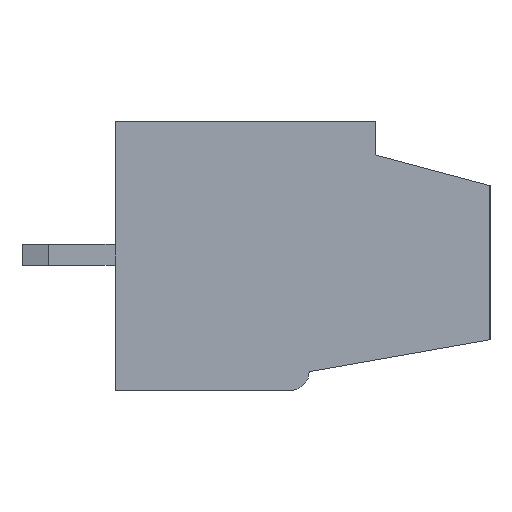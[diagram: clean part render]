
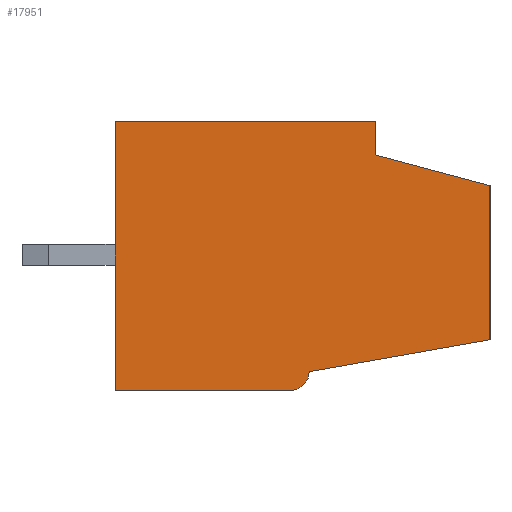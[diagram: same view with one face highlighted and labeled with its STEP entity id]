
A CAD part, left-side view. The second image highlights one B-rep face of the part: STEP entity #17951.
In plain terms, the highlighted planar face has unit normal (-1, 0, 0).
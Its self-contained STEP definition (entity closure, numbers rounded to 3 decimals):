
#379=DIRECTION('',(0.,0.,1.));
#380=VECTOR('',#379,5.799);
#381=CARTESIAN_POINT('',(-38.531,-0.1,-3.101));
#382=LINE('',#381,#380);
#5041=DIRECTION('',(0.,-1.,0.));
#5042=VECTOR('',#5041,6.6);
#5043=CARTESIAN_POINT('',(-38.531,14.,-5.));
#5044=LINE('',#5043,#5042);
#5269=DIRECTION('',(0.,0.,-1.));
#5270=VECTOR('',#5269,10.1);
#5271=CARTESIAN_POINT('',(-38.531,14.,5.1));
#5272=LINE('',#5271,#5270);
#5937=DIRECTION('',(0.,1.,0.));
#5938=VECTOR('',#5937,9.8);
#5939=CARTESIAN_POINT('',(-38.531,4.2,5.1));
#5940=LINE('',#5939,#5938);
#6133=DIRECTION('',(0.,0.985,-0.174));
#6134=VECTOR('',#6133,6.905);
#6135=CARTESIAN_POINT('',(-38.531,-0.1,-3.101));
#6136=LINE('',#6135,#6134);
#6137=CARTESIAN_POINT('',(-38.531,7.4,-4.3));
#6138=DIRECTION('',(1.,0.,0.));
#6139=DIRECTION('',(0.,-1.,0.));
#6140=AXIS2_PLACEMENT_3D('',#6137,#6138,#6139);
#6142=DIRECTION('',(0.,0.,-1.));
#6143=VECTOR('',#6142,1.25);
#6144=CARTESIAN_POINT('',(-38.531,4.2,5.1));
#6145=LINE('',#6144,#6143);
#6146=DIRECTION('',(0.,-0.966,-0.259));
#6147=VECTOR('',#6146,4.452);
#6148=CARTESIAN_POINT('',(-38.531,4.2,3.85));
#6149=LINE('',#6148,#6147);
#10040=CARTESIAN_POINT('',(-38.531,14.,-5.));
#10041=CARTESIAN_POINT('',(-38.531,7.4,-5.));
#10042=VERTEX_POINT('',#10040);
#10043=VERTEX_POINT('',#10041);
#10044=CARTESIAN_POINT('',(-38.531,6.7,-4.3));
#10045=VERTEX_POINT('',#10044);
#10046=CARTESIAN_POINT('',(-38.531,14.,5.1));
#10047=VERTEX_POINT('',#10046);
#10048=CARTESIAN_POINT('',(-38.531,4.2,5.1));
#10049=CARTESIAN_POINT('',(-38.531,4.2,3.85));
#10050=VERTEX_POINT('',#10048);
#10051=VERTEX_POINT('',#10049);
#10052=CARTESIAN_POINT('',(-38.531,-0.1,-3.101));
#10053=VERTEX_POINT('',#10052);
#10054=CARTESIAN_POINT('',(-38.531,-0.1,2.698));
#10055=VERTEX_POINT('',#10054);
#17936=CARTESIAN_POINT('',(-38.531,0.,0.));
#17937=DIRECTION('',(-1.,0.,0.));
#17938=DIRECTION('',(0.,-1.,0.));
#17939=AXIS2_PLACEMENT_3D('',#17936,#17937,#17938);
#17940=PLANE('',#17939);
#17941=ORIENTED_EDGE('',*,*,#10480,.F.);
#17942=ORIENTED_EDGE('',*,*,#16297,.T.);
#17943=ORIENTED_EDGE('',*,*,#16316,.T.);
#17944=ORIENTED_EDGE('',*,*,#16371,.F.);
#17945=ORIENTED_EDGE('',*,*,#16463,.F.);
#17946=ORIENTED_EDGE('',*,*,#17742,.F.);
#17947=ORIENTED_EDGE('',*,*,#17837,.T.);
#17948=ORIENTED_EDGE('',*,*,#17928,.T.);
#17949=EDGE_LOOP('',(#17941,#17942,#17943,#17944,#17945,#17946,#17947,#17948));
#17950=FACE_OUTER_BOUND('',#17949,.F.);
#6141=CIRCLE('',#6140,0.7);
#10480=EDGE_CURVE('',#10053,#10055,#382,.T.);
#16297=EDGE_CURVE('',#10053,#10045,#6136,.T.);
#16316=EDGE_CURVE('',#10045,#10043,#6141,.T.);
#16371=EDGE_CURVE('',#10042,#10043,#5044,.T.);
#16463=EDGE_CURVE('',#10047,#10042,#5272,.T.);
#17742=EDGE_CURVE('',#10050,#10047,#5940,.T.);
#17837=EDGE_CURVE('',#10050,#10051,#6145,.T.);
#17928=EDGE_CURVE('',#10051,#10055,#6149,.T.);
#17951=ADVANCED_FACE('',(#17950),#17940,.T.);
